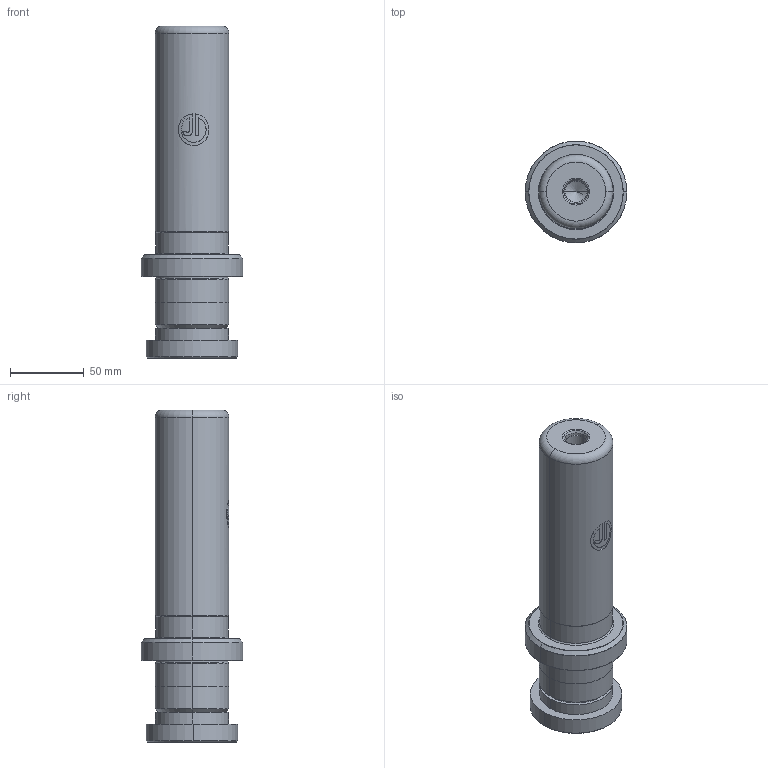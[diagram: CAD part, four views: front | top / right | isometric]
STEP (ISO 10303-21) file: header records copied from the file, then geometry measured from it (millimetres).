
FILE_DESCRIPTION (( 'STEP AP214' ), '1' );
FILE_NAME ('DRPM-D50-L170.STEP', '2025-02-25T02:22:07', ( '111' ), ( '21222' ), 'SwSTEP 2.0', 'SolidWorks 2020', '' );
FILE_SCHEMA (( 'AUTOMOTIVE_DESIGN' ));
Length unit declared in the file: millimetre
Products named in the file (3): DRPM-D50-L170; DRPM蹟簽D50
Assembly tree (2 placements, depth 2):
  DRPM-D50-L170
    DRPM-D50-L170
    DRPM蹟簽D50
Bounding box: 69 x 69 x 225 mm (x, y, z)
Volume: 450037.1 mm3; surface area: 55105.4 mm2
Topology: 2 solids, 2 shells, 93 faces, 198 edges, 118 vertices
Faces by surface type: cylinder 30, cone 22, plane 19, torus 14, bspline 8
Entity records: 4224 total; most frequent: CARTESIAN_POINT 2074, DIRECTION 452, ORIENTED_EDGE 388, AXIS2_PLACEMENT_3D 196, EDGE_CURVE 194, VERTEX_POINT 118, EDGE_LOOP 108, CIRCLE 106
